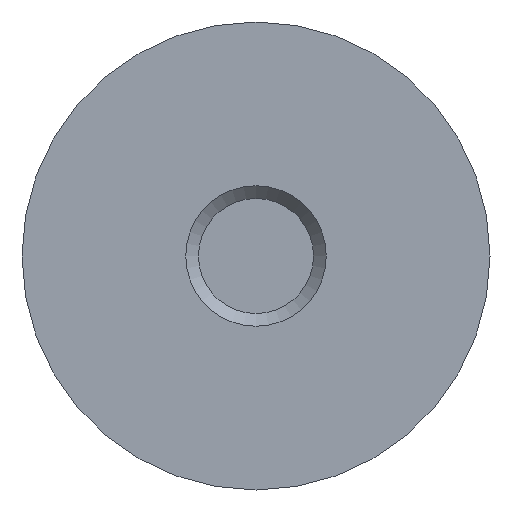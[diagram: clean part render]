
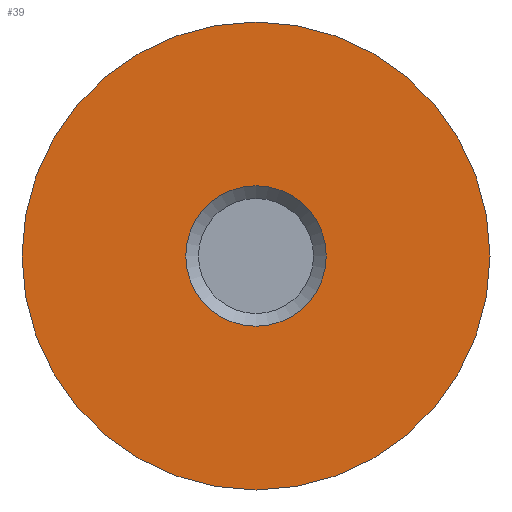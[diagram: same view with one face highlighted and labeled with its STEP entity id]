
A CAD part, front view. The second image highlights one B-rep face of the part: STEP entity #39.
In plain terms, the highlighted planar face has unit normal (0, -1, 0).
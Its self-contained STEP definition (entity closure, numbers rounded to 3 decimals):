
#39 = ADVANCED_FACE( '', ( #81, #82 ), #83, .F. );
#81 = FACE_BOUND( '', #130, .T. );
#82 = FACE_OUTER_BOUND( '', #131, .T. );
#83 = PLANE( '', #132 );
#130 = EDGE_LOOP( '', ( #177 ) );
#131 = EDGE_LOOP( '', ( #178 ) );
#132 = AXIS2_PLACEMENT_3D( '', #179, #180, #181 );
#177 = ORIENTED_EDGE( '', *, *, #233, .F. );
#178 = ORIENTED_EDGE( '', *, *, #235, .T. );
#179 = CARTESIAN_POINT( '', ( 10., -7.5, 0. ) );
#180 = DIRECTION( '', ( 0., 1., 0. ) );
#181 = DIRECTION( '', ( 0., 0., 1. ) );
#233 = EDGE_CURVE( '', #256, #256, #257, .T. );
#235 = EDGE_CURVE( '', #259, #259, #260, .T. );
#256 = VERTEX_POINT( '', #287 );
#257 = CIRCLE( '', #288, 3. );
#259 = VERTEX_POINT( '', #290 );
#260 = CIRCLE( '', #291, 10. );
#287 = CARTESIAN_POINT( '', ( 0., -7.5, -3. ) );
#288 = AXIS2_PLACEMENT_3D( '', #318, #319, #320 );
#290 = CARTESIAN_POINT( '', ( 0., -7.5, -10. ) );
#291 = AXIS2_PLACEMENT_3D( '', #321, #322, #323 );
#318 = CARTESIAN_POINT( '', ( 0., -7.5, 0. ) );
#319 = DIRECTION( '', ( 0., -1., 0. ) );
#320 = DIRECTION( '', ( 0., 0., -1. ) );
#321 = CARTESIAN_POINT( '', ( 0., -7.5, 0. ) );
#322 = DIRECTION( '', ( 0., -1., 0. ) );
#323 = DIRECTION( '', ( 0., 0., -1. ) );
